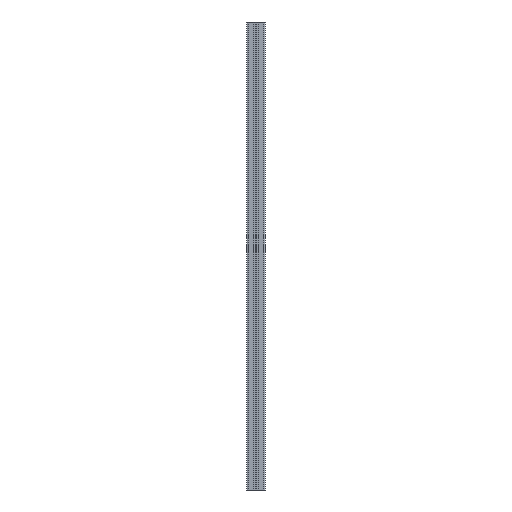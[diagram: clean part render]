
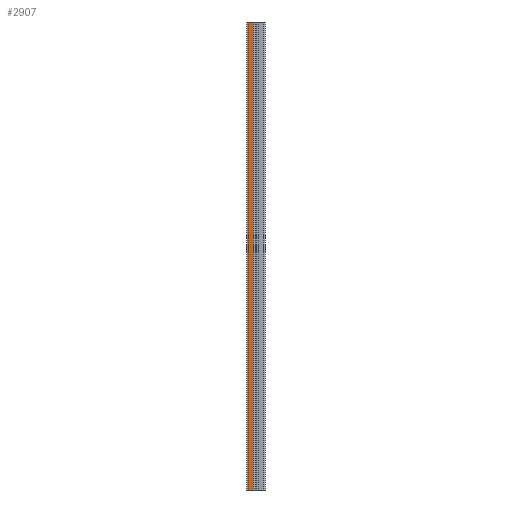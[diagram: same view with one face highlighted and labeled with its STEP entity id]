
A CAD part, left-side view. The second image highlights one B-rep face of the part: STEP entity #2907.
In plain terms, the highlighted planar face has unit normal (-1, 0, 0).
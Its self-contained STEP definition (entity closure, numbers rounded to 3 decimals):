
#157 = DIRECTION ( 'NONE',  ( 0., 1., 0. ) ) ;
#356 = VECTOR ( 'NONE', #9412, 1000. ) ;
#445 = ORIENTED_EDGE ( 'NONE', *, *, #6848, .F. ) ;
#525 = EDGE_CURVE ( 'NONE', #4628, #3085, #2473, .T. ) ;
#628 = PLANE ( 'NONE',  #9239 ) ;
#667 = CARTESIAN_POINT ( 'NONE',  ( -20., 17.003, 1000. ) ) ;
#792 = VECTOR ( 'NONE', #1819, 1000. ) ;
#926 = CARTESIAN_POINT ( 'NONE',  ( -20., 17.003, 0. ) ) ;
#1343 = LINE ( 'NONE', #4514, #3507 ) ;
#1416 = EDGE_CURVE ( 'NONE', #5448, #9675, #4001, .T. ) ;
#1819 = DIRECTION ( 'NONE',  ( 0., 1., 0. ) ) ;
#2473 = LINE ( 'NONE', #926, #2597 ) ;
#2597 = VECTOR ( 'NONE', #157, 1000. ) ;
#2715 = ORIENTED_EDGE ( 'NONE', *, *, #1416, .T. ) ;
#2907 = ADVANCED_FACE ( 'NONE', ( #10045 ), #628, .T. ) ;
#3085 = VERTEX_POINT ( 'NONE', #8759 ) ;
#3403 = ORIENTED_EDGE ( 'NONE', *, *, #6924, .T. ) ;
#3507 = VECTOR ( 'NONE', #7669, 1000. ) ;
#3675 = CARTESIAN_POINT ( 'NONE',  ( -20., 6.299, 1000. ) ) ;
#3737 = EDGE_LOOP ( 'NONE', ( #3942, #445, #2715, #3403 ) ) ;
#3942 = ORIENTED_EDGE ( 'NONE', *, *, #525, .F. ) ;
#4001 = LINE ( 'NONE', #9620, #792 ) ;
#4514 = CARTESIAN_POINT ( 'NONE',  ( -20., 6.299, 1000. ) ) ;
#4628 = VERTEX_POINT ( 'NONE', #10162 ) ;
#5448 = VERTEX_POINT ( 'NONE', #3675 ) ;
#5696 = CARTESIAN_POINT ( 'NONE',  ( -20., 17.003, 1000. ) ) ;
#6121 = DIRECTION ( 'NONE',  ( -1., 0., 0. ) ) ;
#6848 = EDGE_CURVE ( 'NONE', #5448, #4628, #1343, .T. ) ;
#6924 = EDGE_CURVE ( 'NONE', #9675, #3085, #7205, .T. ) ;
#6953 = CARTESIAN_POINT ( 'NONE',  ( -20., 17.003, 1000. ) ) ;
#7205 = LINE ( 'NONE', #5696, #356 ) ;
#7669 = DIRECTION ( 'NONE',  ( 0., 0., -1. ) ) ;
#8454 = DIRECTION ( 'NONE',  ( 0., -1., 0. ) ) ;
#8759 = CARTESIAN_POINT ( 'NONE',  ( -20., 17.003, 0. ) ) ;
#9239 = AXIS2_PLACEMENT_3D ( 'NONE', #6953, #6121, #8454 ) ;
#9412 = DIRECTION ( 'NONE',  ( 0., 0., -1. ) ) ;
#9620 = CARTESIAN_POINT ( 'NONE',  ( -20., 17.003, 1000. ) ) ;
#9675 = VERTEX_POINT ( 'NONE', #667 ) ;
#10045 = FACE_OUTER_BOUND ( 'NONE', #3737, .T. ) ;
#10162 = CARTESIAN_POINT ( 'NONE',  ( -20., 6.299, 0. ) ) ;
